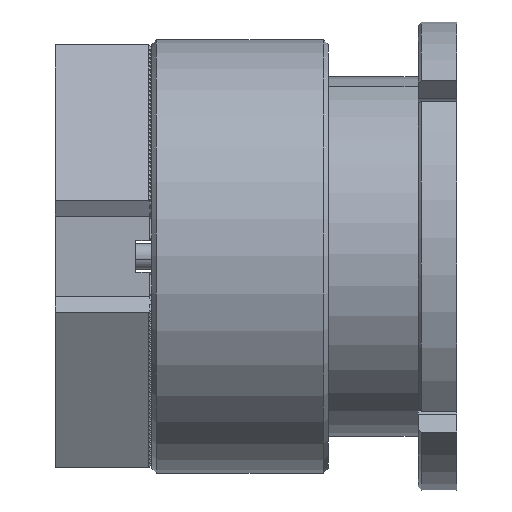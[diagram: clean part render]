
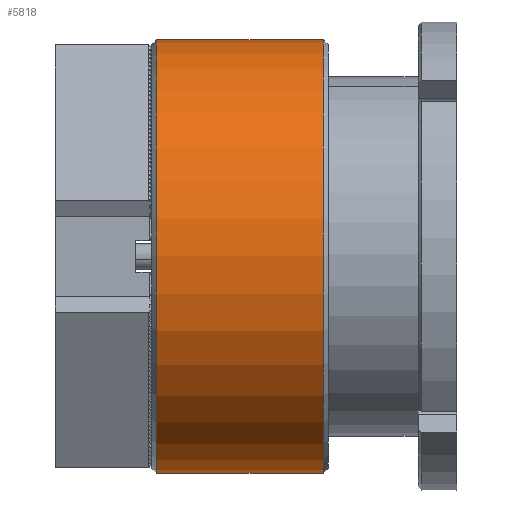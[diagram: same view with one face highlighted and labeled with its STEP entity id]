
A CAD part, left-side view. The second image highlights one B-rep face of the part: STEP entity #5818.
In plain terms, the highlighted cylindrical face has radius 67.5 mm (diameter 135 mm), a partial arc.
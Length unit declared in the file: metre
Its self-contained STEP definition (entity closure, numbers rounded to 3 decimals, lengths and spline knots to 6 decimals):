
#2339 = CARTESIAN_POINT ( 'NONE',  ( 0., 0., -0.0675 ) ) ;
#2585 = EDGE_CURVE ( 'NONE', #12068, #21668, #4587, .T. ) ;
#2797 = CARTESIAN_POINT ( 'NONE',  ( 0., 0., 0. ) ) ;
#3351 = CARTESIAN_POINT ( 'NONE',  ( 0.0015, 0., 0. ) ) ;
#3389 = ORIENTED_EDGE ( 'NONE', *, *, #17281, .T. ) ;
#4109 = EDGE_CURVE ( 'NONE', #21668, #6054, #4763, .T. ) ;
#4221 = VECTOR ( 'NONE', #19334, 1. ) ;
#4252 = CARTESIAN_POINT ( 'NONE',  ( 0.0535, 0., 0. ) ) ;
#4518 = CARTESIAN_POINT ( 'NONE',  ( 0.0535, 0., -0.0675 ) ) ;
#4587 = CIRCLE ( 'NONE', #13566, 0.0675 ) ;
#4763 = LINE ( 'NONE', #2339, #4221 ) ;
#5109 = CARTESIAN_POINT ( 'NONE',  ( 0., 0., 0.0675 ) ) ;
#5818 = ADVANCED_FACE ( 'NONE', ( #12629 ), #6628, .T. ) ;
#5973 = AXIS2_PLACEMENT_3D ( 'NONE', #3351, #17231, #8289 ) ;
#6048 = CARTESIAN_POINT ( 'NONE',  ( 0.0535, 0., 0.0675 ) ) ;
#6054 = VERTEX_POINT ( 'NONE', #12618 ) ;
#6628 = CYLINDRICAL_SURFACE ( 'NONE', #14134, 0.0675 ) ;
#7201 = EDGE_CURVE ( 'NONE', #12068, #22394, #16860, .T. ) ;
#7743 = DIRECTION ( 'NONE',  ( 0., 0., 1. ) ) ;
#8120 = CIRCLE ( 'NONE', #5973, 0.0675 ) ;
#8289 = DIRECTION ( 'NONE',  ( 0., 0., -1. ) ) ;
#9738 = DIRECTION ( 'NONE',  ( -1., 0., 0. ) ) ;
#10373 = ORIENTED_EDGE ( 'NONE', *, *, #2585, .T. ) ;
#10374 = DIRECTION ( 'NONE',  ( -1., 0., 0. ) ) ;
#12068 = VERTEX_POINT ( 'NONE', #6048 ) ;
#12618 = CARTESIAN_POINT ( 'NONE',  ( 0.0015, 0., -0.0675 ) ) ;
#12629 = FACE_OUTER_BOUND ( 'NONE', #18397, .T. ) ;
#13010 = DIRECTION ( 'NONE',  ( -1., 0., 0. ) ) ;
#13566 = AXIS2_PLACEMENT_3D ( 'NONE', #4252, #13010, #18189 ) ;
#14134 = AXIS2_PLACEMENT_3D ( 'NONE', #2797, #9738, #7743 ) ;
#16860 = LINE ( 'NONE', #5109, #20383 ) ;
#17231 = DIRECTION ( 'NONE',  ( 1., 0., 0. ) ) ;
#17281 = EDGE_CURVE ( 'NONE', #6054, #22394, #8120, .T. ) ;
#18189 = DIRECTION ( 'NONE',  ( 0., 0., 1. ) ) ;
#18397 = EDGE_LOOP ( 'NONE', ( #10373, #21279, #3389, #21554 ) ) ;
#19334 = DIRECTION ( 'NONE',  ( -1., 0., 0. ) ) ;
#20383 = VECTOR ( 'NONE', #10374, 1. ) ;
#21279 = ORIENTED_EDGE ( 'NONE', *, *, #4109, .T. ) ;
#21554 = ORIENTED_EDGE ( 'NONE', *, *, #7201, .F. ) ;
#21668 = VERTEX_POINT ( 'NONE', #4518 ) ;
#22394 = VERTEX_POINT ( 'NONE', #22480 ) ;
#22480 = CARTESIAN_POINT ( 'NONE',  ( 0.0015, 0., 0.0675 ) ) ;
